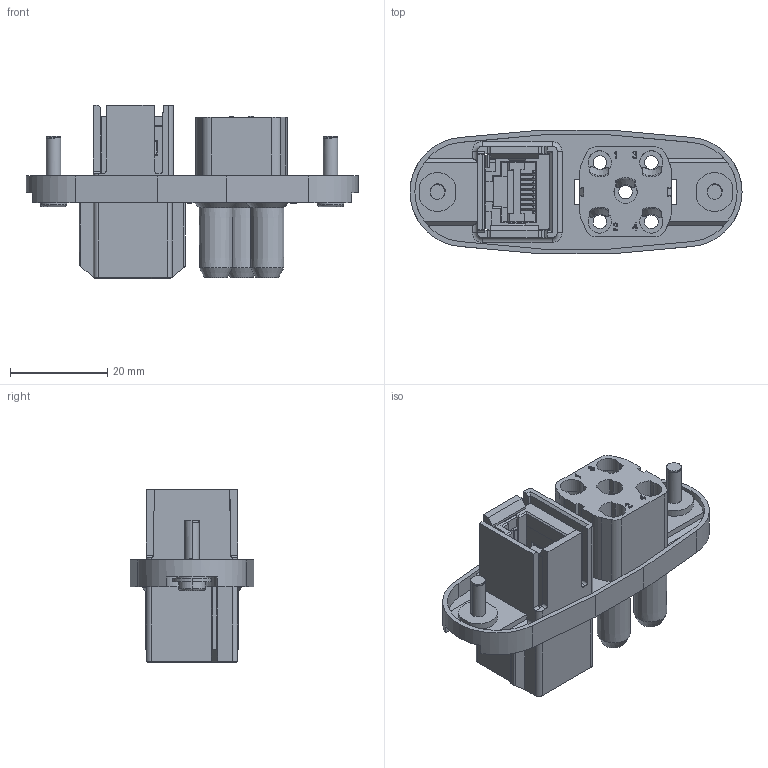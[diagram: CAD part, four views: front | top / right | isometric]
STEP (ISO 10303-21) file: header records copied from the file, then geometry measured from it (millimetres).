
FILE_DESCRIPTION(/* description */ (''),/* implementation_level */ '2;1');
FILE_NAME(/* name */ '3D_1380040200001_HY-004_RJ45-FC_V1.0_stp.stp',/* time_stamp */ '2024-01-29T18:51:21+08:00',/* author */ (''),/* organization */ (''),/* preprocessor_version */ 'ST-DEVELOPER v18.1',/* originating_system */ 'SIEMENS PLM Software NX 1980',/* authorisation */ '');
FILE_SCHEMA (('AUTOMOTIVE_DESIGN { 1 0 10303 214 3 1 1 1 }'));
Products named in the file (1): 13182638C0D20li5
Bounding box: 68.3 x 25.5 x 35.6 mm (x, y, z)
Volume: 14854.5 mm3; surface area: 22097.3 mm2
Topology: 1 solids, 3 shells, 2128 faces, 6549 edges, 4324 vertices
Faces by surface type: plane 1645, cylinder 342, cone 80, torus 25, extrusion 18, bspline 14, sphere 4
Entity records: 74896 total; most frequent: CARTESIAN_POINT 16605, ORIENTED_EDGE 13090, DIRECTION 10998, EDGE_CURVE 6545, VECTOR 4952, LINE 4934, VERTEX_POINT 4324, AXIS2_PLACEMENT_3D 3023
